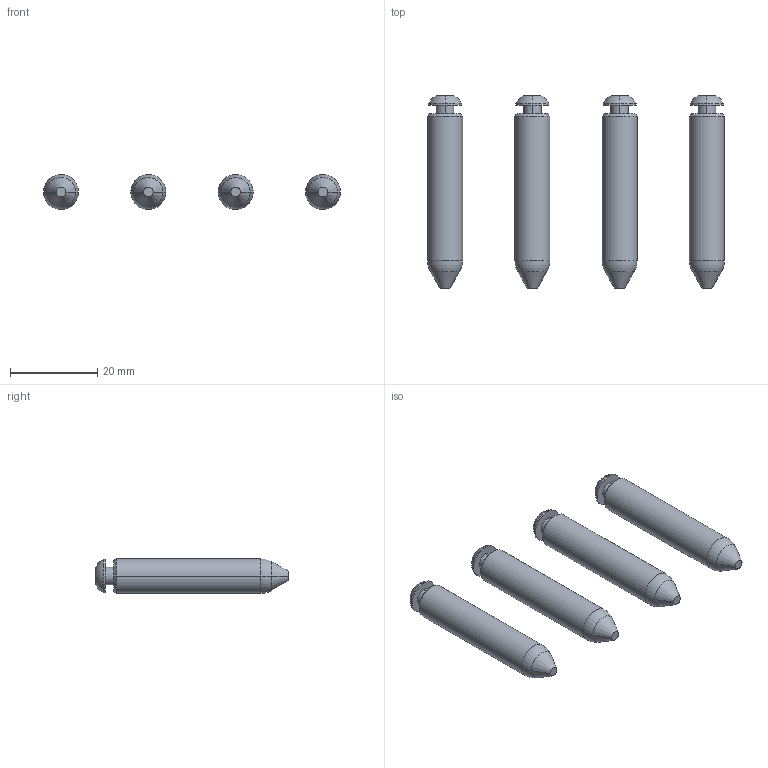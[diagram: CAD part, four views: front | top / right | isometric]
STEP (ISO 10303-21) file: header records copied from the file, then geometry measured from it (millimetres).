
FILE_DESCRIPTION (( 'STEP AP214' ), '1' );
FILE_NAME ('INGUN_116663.STEP', '2025-06-30T09:46:33', ( '' ), ( '' ), 'SwSTEP 2.0', 'SolidWorks 2023', '' );
FILE_SCHEMA (( 'AUTOMOTIVE_DESIGN' ));
Length unit declared in the file: millimetre
Products named in the file (3): ISO7380~n_M04,0x010; INGUN_116663; 48884~1
Assembly tree (8 placements, depth 2):
  INGUN_116663
    48884~1  x4
    ISO7380~n_M04,0x010  x4
Bounding box: 68 x 44.2 x 8 mm (x, y, z)
Volume: 7731.7 mm3; surface area: 5665 mm2
Topology: 8 solids, 8 shells, 172 faces, 396 edges, 244 vertices
Faces by surface type: cylinder 100, cone 32, plane 24, torus 16
Entity records: 1385 total; most frequent: DIRECTION 269, CARTESIAN_POINT 212, ORIENTED_EDGE 194, AXIS2_PLACEMENT_3D 118, EDGE_CURVE 97, CIRCLE 64, VERTEX_POINT 61, EDGE_LOOP 46
